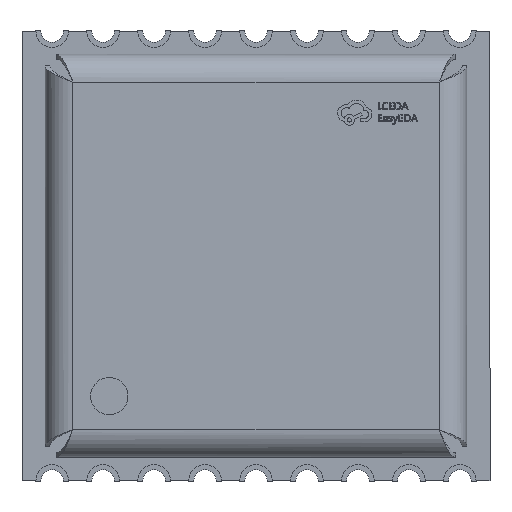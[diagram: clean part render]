
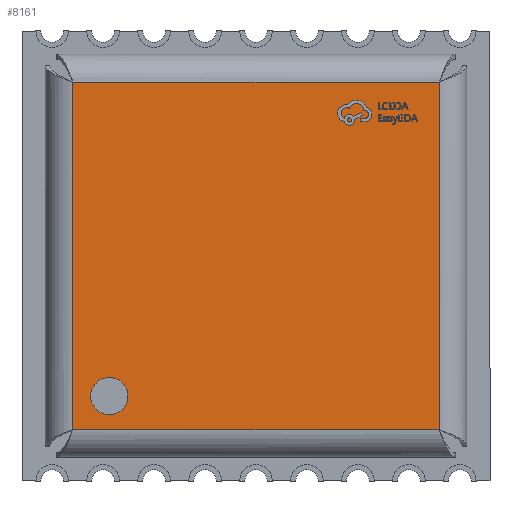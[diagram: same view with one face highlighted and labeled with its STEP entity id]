
A CAD part, top view. The second image highlights one B-rep face of the part: STEP entity #8161.
In plain terms, the highlighted planar face has unit normal (0, 0, 1).
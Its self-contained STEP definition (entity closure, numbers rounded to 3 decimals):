
#34 = CARTESIAN_POINT ( 'NONE',  ( -3.57, -3.028, 2.2 ) ) ;
#91 = DIRECTION ( 'NONE',  ( 1., 0., 0. ) ) ;
#1430 = VECTOR ( 'NONE', #13858, 1000. ) ;
#1447 = CARTESIAN_POINT ( 'NONE',  ( -3.167, -3.028, 2.2 ) ) ;
#1859 = AXIS2_PLACEMENT_3D ( 'NONE', #13487, #22674, #4759 ) ;
#1967 = AXIS2_PLACEMENT_3D ( 'NONE', #21947, #6200, #91 ) ;
#2320 = ORIENTED_EDGE ( 'NONE', *, *, #11958, .T. ) ;
#2414 = CARTESIAN_POINT ( 'NONE',  ( 3.95, 3.75, 2.2 ) ) ;
#2537 = LINE ( 'NONE', #11592, #1430 ) ;
#4114 = VERTEX_POINT ( 'NONE', #34 ) ;
#4694 = CARTESIAN_POINT ( 'NONE',  ( -2.764, -3.028, 2.2 ) ) ;
#4759 = DIRECTION ( 'NONE',  ( 1., 0., 0. ) ) ;
#5333 = EDGE_LOOP ( 'NONE', ( #10266, #14230 ) ) ;
#6200 = DIRECTION ( 'NONE',  ( 0., 0., 1. ) ) ;
#6466 = CIRCLE ( 'NONE', #1859, 0.403 ) ;
#6682 = ORIENTED_EDGE ( 'NONE', *, *, #21593, .T. ) ;
#7118 = VECTOR ( 'NONE', #18071, 1000. ) ;
#8161 = ADVANCED_FACE ( 'NONE', ( #21257, #28271 ), #19806, .T. ) ;
#9012 = VERTEX_POINT ( 'NONE', #22363 ) ;
#9084 = EDGE_LOOP ( 'NONE', ( #6682, #22956, #2320, #21309 ) ) ;
#10217 = DIRECTION ( 'NONE',  ( 1., 0., 0. ) ) ;
#10266 = ORIENTED_EDGE ( 'NONE', *, *, #11596, .F. ) ;
#10975 = VERTEX_POINT ( 'NONE', #2414 ) ;
#11592 = CARTESIAN_POINT ( 'NONE',  ( 3.95, -4.109, 2.2 ) ) ;
#11596 = EDGE_CURVE ( 'NONE', #23059, #4114, #24969, .T. ) ;
#11958 = EDGE_CURVE ( 'NONE', #9012, #14817, #26937, .T. ) ;
#12865 = VERTEX_POINT ( 'NONE', #22629 ) ;
#13020 = DIRECTION ( 'NONE',  ( -1., 0., 0. ) ) ;
#13284 = EDGE_CURVE ( 'NONE', #14817, #12865, #18143, .T. ) ;
#13313 = VECTOR ( 'NONE', #26872, 1000. ) ;
#13487 = CARTESIAN_POINT ( 'NONE',  ( -3.167, -3.028, 2.2 ) ) ;
#13858 = DIRECTION ( 'NONE',  ( 0., 1., 0. ) ) ;
#14230 = ORIENTED_EDGE ( 'NONE', *, *, #21976, .F. ) ;
#14817 = VERTEX_POINT ( 'NONE', #23556 ) ;
#14869 = LINE ( 'NONE', #18935, #16422 ) ;
#16107 = CARTESIAN_POINT ( 'NONE',  ( -4.309, -3.75, 2.2 ) ) ;
#16422 = VECTOR ( 'NONE', #13020, 1000. ) ;
#18071 = DIRECTION ( 'NONE',  ( 0., -1., 0. ) ) ;
#18143 = LINE ( 'NONE', #16107, #13313 ) ;
#18570 = AXIS2_PLACEMENT_3D ( 'NONE', #1447, #20306, #10217 ) ;
#18935 = CARTESIAN_POINT ( 'NONE',  ( 4.309, 3.75, 2.2 ) ) ;
#19806 = PLANE ( 'NONE',  #1967 ) ;
#20306 = DIRECTION ( 'NONE',  ( 0., 0., 1. ) ) ;
#21257 = FACE_BOUND ( 'NONE', #5333, .T. ) ;
#21309 = ORIENTED_EDGE ( 'NONE', *, *, #13284, .T. ) ;
#21593 = EDGE_CURVE ( 'NONE', #12865, #10975, #2537, .T. ) ;
#21947 = CARTESIAN_POINT ( 'NONE',  ( 0., 0., 2.2 ) ) ;
#21976 = EDGE_CURVE ( 'NONE', #4114, #23059, #6466, .T. ) ;
#22363 = CARTESIAN_POINT ( 'NONE',  ( -3.95, 3.75, 2.2 ) ) ;
#22629 = CARTESIAN_POINT ( 'NONE',  ( 3.95, -3.75, 2.2 ) ) ;
#22674 = DIRECTION ( 'NONE',  ( 0., 0., 1. ) ) ;
#22956 = ORIENTED_EDGE ( 'NONE', *, *, #26115, .T. ) ;
#23059 = VERTEX_POINT ( 'NONE', #4694 ) ;
#23556 = CARTESIAN_POINT ( 'NONE',  ( -3.95, -3.75, 2.2 ) ) ;
#24969 = CIRCLE ( 'NONE', #18570, 0.403 ) ;
#26115 = EDGE_CURVE ( 'NONE', #10975, #9012, #14869, .T. ) ;
#26677 = CARTESIAN_POINT ( 'NONE',  ( -3.95, 4.109, 2.2 ) ) ;
#26872 = DIRECTION ( 'NONE',  ( 1., 0., 0. ) ) ;
#26937 = LINE ( 'NONE', #26677, #7118 ) ;
#28271 = FACE_OUTER_BOUND ( 'NONE', #9084, .T. ) ;
